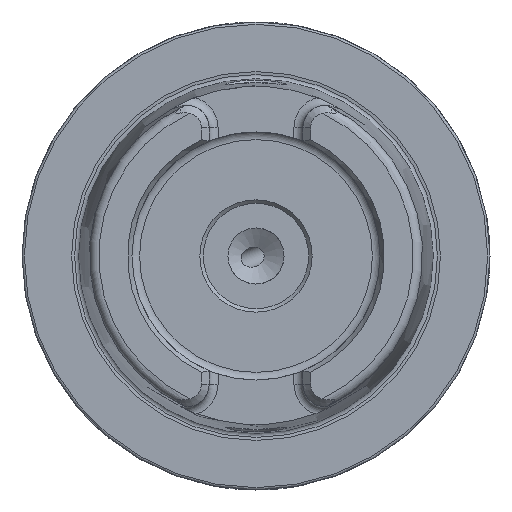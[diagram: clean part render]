
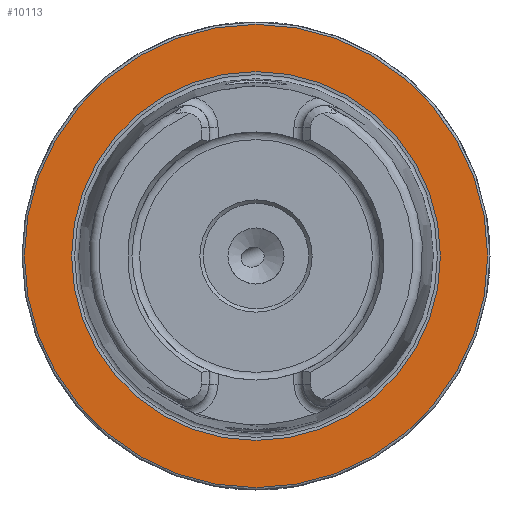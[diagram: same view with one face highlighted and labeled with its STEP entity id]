
A CAD part, left-side view. The second image highlights one B-rep face of the part: STEP entity #10113.
In plain terms, the highlighted planar face has unit normal (-1, 0, 0).
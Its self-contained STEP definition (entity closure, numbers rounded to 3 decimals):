
#347 = AXIS2_PLACEMENT_3D ( 'NONE', #12574, #2987, #11461 ) ;
#1384 = ORIENTED_EDGE ( 'NONE', *, *, #6851, .F. ) ;
#1679 = PLANE ( 'NONE',  #10217 ) ;
#2334 = CIRCLE ( 'NONE', #347, 49.5 ) ;
#2853 = CARTESIAN_POINT ( 'NONE',  ( 0., 0., 39.405 ) ) ;
#2987 = DIRECTION ( 'NONE',  ( -1., 0., 0. ) ) ;
#3704 = CIRCLE ( 'NONE', #8383, 39.405 ) ;
#4268 = VERTEX_POINT ( 'NONE', #2853 ) ;
#6660 = EDGE_LOOP ( 'NONE', ( #12565 ) ) ;
#6851 = EDGE_CURVE ( 'NONE', #4268, #4268, #3704, .T. ) ;
#7521 = EDGE_LOOP ( 'NONE', ( #1384 ) ) ;
#7651 = FACE_BOUND ( 'NONE', #7521, .T. ) ;
#8095 = DIRECTION ( 'NONE',  ( 1., 0., 0. ) ) ;
#8383 = AXIS2_PLACEMENT_3D ( 'NONE', #12640, #13667, #9379 ) ;
#9287 = DIRECTION ( 'NONE',  ( 0., 0., -1. ) ) ;
#9379 = DIRECTION ( 'NONE',  ( 0., 0., 1. ) ) ;
#10113 = ADVANCED_FACE ( 'NONE', ( #7651, #11829 ), #1679, .F. ) ;
#10217 = AXIS2_PLACEMENT_3D ( 'NONE', #12500, #8095, #9287 ) ;
#10626 = EDGE_CURVE ( 'NONE', #12725, #12725, #2334, .T. ) ;
#11276 = CARTESIAN_POINT ( 'NONE',  ( 0., 0., 49.5 ) ) ;
#11461 = DIRECTION ( 'NONE',  ( 0., 0., 1. ) ) ;
#11829 = FACE_OUTER_BOUND ( 'NONE', #6660, .T. ) ;
#12500 = CARTESIAN_POINT ( 'NONE',  ( 0., 49.5, 0. ) ) ;
#12565 = ORIENTED_EDGE ( 'NONE', *, *, #10626, .T. ) ;
#12574 = CARTESIAN_POINT ( 'NONE',  ( 0., 0., 0. ) ) ;
#12640 = CARTESIAN_POINT ( 'NONE',  ( 0., 0., 0. ) ) ;
#12725 = VERTEX_POINT ( 'NONE', #11276 ) ;
#13667 = DIRECTION ( 'NONE',  ( -1., 0., 0. ) ) ;
